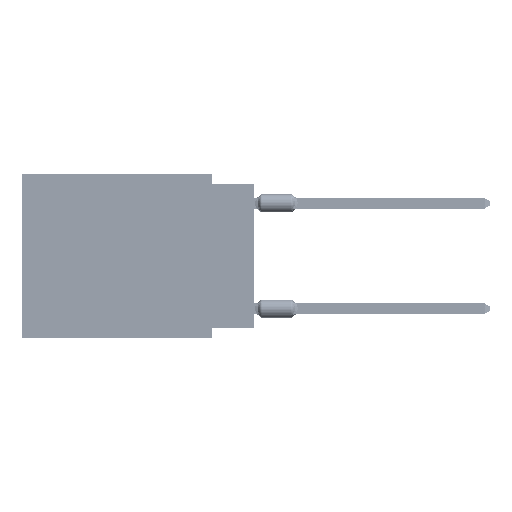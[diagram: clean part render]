
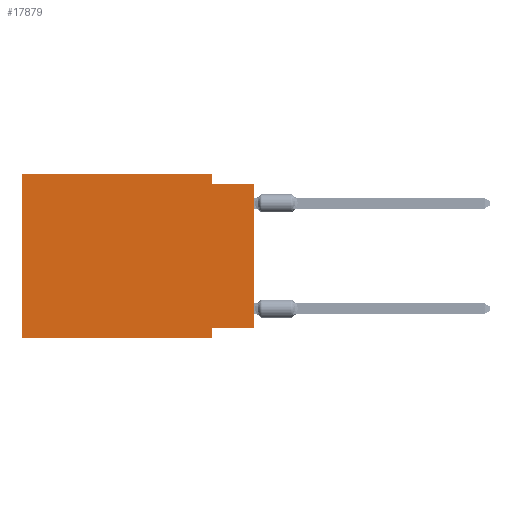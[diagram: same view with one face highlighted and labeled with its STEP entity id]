
A CAD part, left-side view. The second image highlights one B-rep face of the part: STEP entity #17879.
In plain terms, the highlighted planar face has unit normal (-1, 0, 0).
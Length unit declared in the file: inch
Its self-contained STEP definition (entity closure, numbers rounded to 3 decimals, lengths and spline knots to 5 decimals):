
#3957 = VERTEX_POINT ( 'NONE', #54379 ) ;
#4346 = LINE ( 'NONE', #24184, #56583 ) ;
#4491 = CARTESIAN_POINT ( 'NONE',  ( 0., 0.1, 0. ) ) ;
#6117 = AXIS2_PLACEMENT_3D ( 'NONE', #17229, #6305, #58973 ) ;
#6305 = DIRECTION ( 'NONE',  ( 1., 0., 0. ) ) ;
#8402 = ORIENTED_EDGE ( 'NONE', *, *, #15322, .F. ) ;
#9632 = CARTESIAN_POINT ( 'NONE',  ( 0., 0., -0.025 ) ) ;
#10321 = LINE ( 'NONE', #31193, #51836 ) ;
#10379 = VECTOR ( 'NONE', #26566, 39.37008 ) ;
#10979 = CARTESIAN_POINT ( 'NONE',  ( 0., 0.1, -0.365 ) ) ;
#11427 = FACE_OUTER_BOUND ( 'NONE', #16182, .T. ) ;
#11693 = DIRECTION ( 'NONE',  ( 0., -1., 0. ) ) ;
#11764 = CARTESIAN_POINT ( 'NONE',  ( 0., 0.1, -0.39 ) ) ;
#12069 = LINE ( 'NONE', #21686, #12862 ) ;
#12486 = EDGE_CURVE ( 'NONE', #41911, #33156, #47963, .T. ) ;
#12862 = VECTOR ( 'NONE', #32923, 39.37008 ) ;
#14242 = ORIENTED_EDGE ( 'NONE', *, *, #49977, .F. ) ;
#15322 = EDGE_CURVE ( 'NONE', #17014, #34250, #67450, .T. ) ;
#16182 = EDGE_LOOP ( 'NONE', ( #66392, #8402, #14242, #37138, #63766, #25796, #52685, #19456 ) ) ;
#17014 = VERTEX_POINT ( 'NONE', #41381 ) ;
#17229 = CARTESIAN_POINT ( 'NONE',  ( 0., 0.55, 0. ) ) ;
#17879 = ADVANCED_FACE ( 'NONE', ( #11427 ), #53171, .F. ) ;
#18518 = CARTESIAN_POINT ( 'NONE',  ( 0., 0.55, 0. ) ) ;
#19456 = ORIENTED_EDGE ( 'NONE', *, *, #51764, .F. ) ;
#21686 = CARTESIAN_POINT ( 'NONE',  ( 0., 0.1, -0.39 ) ) ;
#24184 = CARTESIAN_POINT ( 'NONE',  ( 0., 0., 0. ) ) ;
#24346 = DIRECTION ( 'NONE',  ( 0., 0., 1. ) ) ;
#25796 = ORIENTED_EDGE ( 'NONE', *, *, #12486, .T. ) ;
#25901 = CARTESIAN_POINT ( 'NONE',  ( 0., 0.1, 0. ) ) ;
#26566 = DIRECTION ( 'NONE',  ( 0., 0., -1. ) ) ;
#28945 = DIRECTION ( 'NONE',  ( 0., 1., 0. ) ) ;
#31193 = CARTESIAN_POINT ( 'NONE',  ( 0., 0.55, 0. ) ) ;
#32340 = EDGE_CURVE ( 'NONE', #3957, #34250, #4346, .T. ) ;
#32923 = DIRECTION ( 'NONE',  ( 0., 0., -1. ) ) ;
#33156 = VERTEX_POINT ( 'NONE', #11764 ) ;
#34152 = VECTOR ( 'NONE', #11693, 39.37008 ) ;
#34250 = VERTEX_POINT ( 'NONE', #58654 ) ;
#36489 = VERTEX_POINT ( 'NONE', #51710 ) ;
#37138 = ORIENTED_EDGE ( 'NONE', *, *, #55641, .F. ) ;
#39370 = DIRECTION ( 'NONE',  ( 0., -1., 0. ) ) ;
#39869 = EDGE_CURVE ( 'NONE', #55729, #33156, #12069, .T. ) ;
#41381 = CARTESIAN_POINT ( 'NONE',  ( 0., 0.1, -0.025 ) ) ;
#41911 = VERTEX_POINT ( 'NONE', #57466 ) ;
#47963 = LINE ( 'NONE', #48278, #34152 ) ;
#48278 = CARTESIAN_POINT ( 'NONE',  ( 0., 0.55, -0.39 ) ) ;
#49514 = EDGE_CURVE ( 'NONE', #41911, #36489, #10321, .T. ) ;
#49977 = EDGE_CURVE ( 'NONE', #67053, #17014, #51216, .T. ) ;
#51216 = LINE ( 'NONE', #25901, #10379 ) ;
#51710 = CARTESIAN_POINT ( 'NONE',  ( 0., 0.55, 0. ) ) ;
#51764 = EDGE_CURVE ( 'NONE', #3957, #55729, #60083, .T. ) ;
#51836 = VECTOR ( 'NONE', #24346, 39.37008 ) ;
#52289 = VECTOR ( 'NONE', #39370, 39.37008 ) ;
#52685 = ORIENTED_EDGE ( 'NONE', *, *, #39869, .F. ) ;
#53171 = PLANE ( 'NONE',  #6117 ) ;
#54379 = CARTESIAN_POINT ( 'NONE',  ( 0., 0., -0.365 ) ) ;
#55641 = EDGE_CURVE ( 'NONE', #36489, #67053, #65387, .T. ) ;
#55729 = VERTEX_POINT ( 'NONE', #10979 ) ;
#55995 = DIRECTION ( 'NONE',  ( 0., 0., 1. ) ) ;
#56583 = VECTOR ( 'NONE', #55995, 39.37008 ) ;
#56844 = DIRECTION ( 'NONE',  ( 0., -1., 0. ) ) ;
#57369 = VECTOR ( 'NONE', #28945, 39.37008 ) ;
#57466 = CARTESIAN_POINT ( 'NONE',  ( 0., 0.55, -0.39 ) ) ;
#58366 = VECTOR ( 'NONE', #56844, 39.37008 ) ;
#58654 = CARTESIAN_POINT ( 'NONE',  ( 0., 0., -0.025 ) ) ;
#58973 = DIRECTION ( 'NONE',  ( 0., 0., -1. ) ) ;
#60083 = LINE ( 'NONE', #60756, #57369 ) ;
#60756 = CARTESIAN_POINT ( 'NONE',  ( 0., 0., -0.365 ) ) ;
#63766 = ORIENTED_EDGE ( 'NONE', *, *, #49514, .F. ) ;
#65387 = LINE ( 'NONE', #18518, #52289 ) ;
#66392 = ORIENTED_EDGE ( 'NONE', *, *, #32340, .T. ) ;
#67053 = VERTEX_POINT ( 'NONE', #4491 ) ;
#67450 = LINE ( 'NONE', #9632, #58366 ) ;
